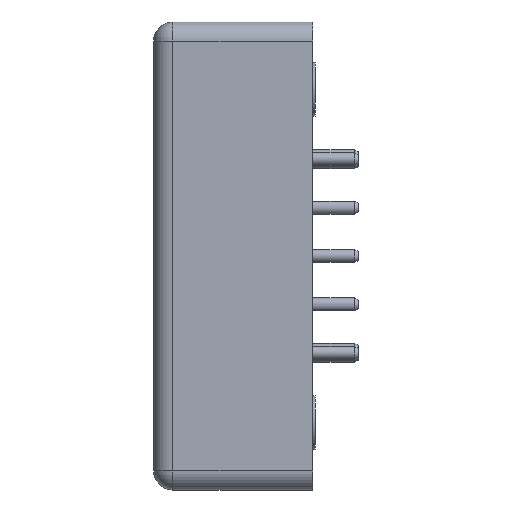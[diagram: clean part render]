
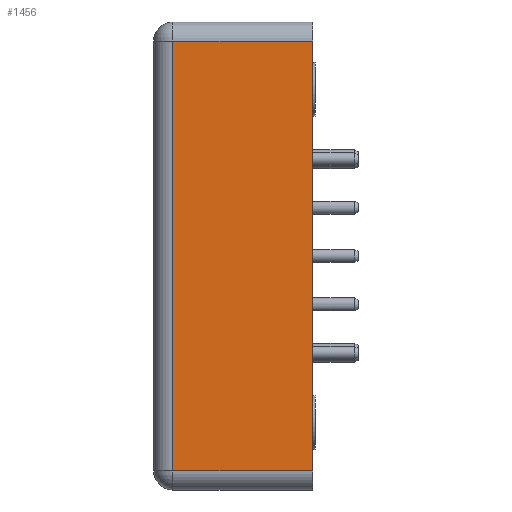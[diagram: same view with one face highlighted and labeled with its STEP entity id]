
A CAD part, left-side view. The second image highlights one B-rep face of the part: STEP entity #1456.
In plain terms, the highlighted planar face has unit normal (-1, 0, 0).
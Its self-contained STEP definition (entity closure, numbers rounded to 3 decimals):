
#161 = LINE ( 'NONE', #362, #466 ) ;
#275 = DIRECTION ( 'NONE',  ( 0., 1., 0. ) ) ;
#336 = DIRECTION ( 'NONE',  ( 1., 0., 0. ) ) ;
#362 = CARTESIAN_POINT ( 'NONE',  ( -28.95, 11., -18.4 ) ) ;
#466 = VECTOR ( 'NONE', #1918, 1000. ) ;
#512 = CARTESIAN_POINT ( 'NONE',  ( -28.95, 12.5, 16.9 ) ) ;
#572 = DIRECTION ( 'NONE',  ( 0., 0., -1. ) ) ;
#808 = VERTEX_POINT ( 'NONE', #1188 ) ;
#863 = CARTESIAN_POINT ( 'NONE',  ( -28.95, 0., -18.4 ) ) ;
#949 = LINE ( 'NONE', #863, #1327 ) ;
#965 = ORIENTED_EDGE ( 'NONE', *, *, #1361, .T. ) ;
#978 = CARTESIAN_POINT ( 'NONE',  ( -28.95, 12.5, -18.4 ) ) ;
#987 = EDGE_CURVE ( 'NONE', #808, #2326, #949, .T. ) ;
#1034 = EDGE_CURVE ( 'NONE', #1558, #808, #1396, .T. ) ;
#1038 = VERTEX_POINT ( 'NONE', #2834 ) ;
#1044 = ORIENTED_EDGE ( 'NONE', *, *, #987, .T. ) ;
#1143 = ORIENTED_EDGE ( 'NONE', *, *, #1034, .T. ) ;
#1188 = CARTESIAN_POINT ( 'NONE',  ( -28.95, 0., -16.9 ) ) ;
#1251 = CARTESIAN_POINT ( 'NONE',  ( -28.95, 11., -16.9 ) ) ;
#1292 = VECTOR ( 'NONE', #1718, 1000. ) ;
#1327 = VECTOR ( 'NONE', #1529, 1000. ) ;
#1361 = EDGE_CURVE ( 'NONE', #2326, #1038, #1945, .T. ) ;
#1396 = LINE ( 'NONE', #2193, #1292 ) ;
#1416 = EDGE_LOOP ( 'NONE', ( #965, #2660, #1143, #1044 ) ) ;
#1456 = ADVANCED_FACE ( 'NONE', ( #1771 ), #1879, .F. ) ;
#1529 = DIRECTION ( 'NONE',  ( 0., 0., 1. ) ) ;
#1536 = EDGE_CURVE ( 'NONE', #1038, #1558, #161, .T. ) ;
#1558 = VERTEX_POINT ( 'NONE', #1251 ) ;
#1718 = DIRECTION ( 'NONE',  ( 0., -1., 0. ) ) ;
#1771 = FACE_OUTER_BOUND ( 'NONE', #1416, .T. ) ;
#1879 = PLANE ( 'NONE',  #2253 ) ;
#1918 = DIRECTION ( 'NONE',  ( 0., 0., -1. ) ) ;
#1945 = LINE ( 'NONE', #512, #2338 ) ;
#2078 = CARTESIAN_POINT ( 'NONE',  ( -28.95, 0., 16.9 ) ) ;
#2193 = CARTESIAN_POINT ( 'NONE',  ( -28.95, 12.5, -16.9 ) ) ;
#2253 = AXIS2_PLACEMENT_3D ( 'NONE', #978, #336, #572 ) ;
#2326 = VERTEX_POINT ( 'NONE', #2078 ) ;
#2338 = VECTOR ( 'NONE', #275, 1000. ) ;
#2660 = ORIENTED_EDGE ( 'NONE', *, *, #1536, .T. ) ;
#2834 = CARTESIAN_POINT ( 'NONE',  ( -28.95, 11., 16.9 ) ) ;
